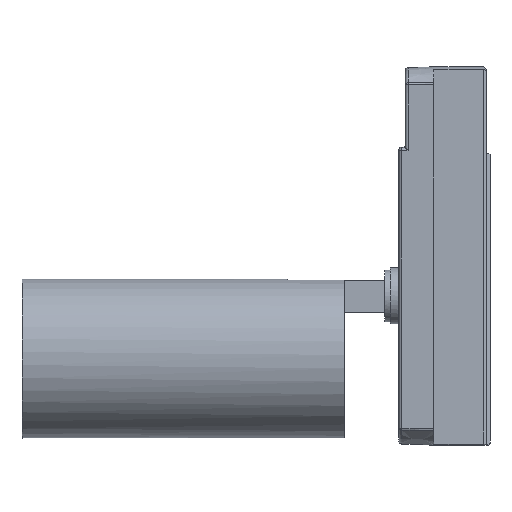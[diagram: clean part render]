
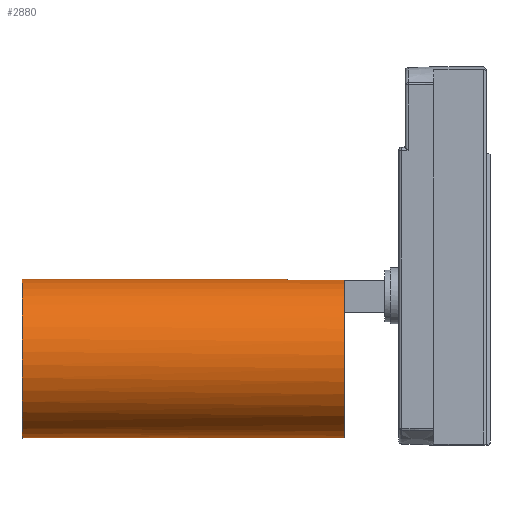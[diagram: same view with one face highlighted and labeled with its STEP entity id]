
A CAD part, front view. The second image highlights one B-rep face of the part: STEP entity #2880.
In plain terms, the highlighted cylindrical face has radius 40 mm (diameter 80 mm), a full revolution.
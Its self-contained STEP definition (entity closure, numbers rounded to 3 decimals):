
#5 = ORIENTED_EDGE ( 'NONE', *, *, #1510, .T. ) ;
#11 = AXIS2_PLACEMENT_3D ( 'NONE', #245, #2825, #2334 ) ;
#18 = CIRCLE ( 'NONE', #1084, 40. ) ;
#180 = CARTESIAN_POINT ( 'NONE',  ( -6.436, -12.191, -73.579 ) ) ;
#245 = CARTESIAN_POINT ( 'NONE',  ( -0.036, -51.675, -73.579 ) ) ;
#262 = DIRECTION ( 'NONE',  ( 0., 0., -1. ) ) ;
#299 = AXIS2_PLACEMENT_3D ( 'NONE', #1292, #503, #2288 ) ;
#300 = DIRECTION ( 'NONE',  ( 0., 1., 0. ) ) ;
#346 = AXIS2_PLACEMENT_3D ( 'NONE', #1019, #262, #300 ) ;
#399 = CARTESIAN_POINT ( 'NONE',  ( -6.436, -12.191, -45.079 ) ) ;
#460 = ORIENTED_EDGE ( 'NONE', *, *, #1318, .T. ) ;
#500 = VERTEX_POINT ( 'NONE', #180 ) ;
#503 = DIRECTION ( 'NONE',  ( 0., 0., 1. ) ) ;
#558 = FACE_OUTER_BOUND ( 'NONE', #2480, .T. ) ;
#563 = DIRECTION ( 'NONE',  ( 0., 0., 1. ) ) ;
#722 = CARTESIAN_POINT ( 'NONE',  ( -6.436, -12.191, -241.279 ) ) ;
#824 = EDGE_CURVE ( 'NONE', #500, #2199, #1291, .T. ) ;
#986 = LINE ( 'NONE', #722, #1189 ) ;
#1019 = CARTESIAN_POINT ( 'NONE',  ( -0.036, -51.675, -45.079 ) ) ;
#1038 = EDGE_LOOP ( 'NONE', ( #5 ) ) ;
#1072 = ORIENTED_EDGE ( 'NONE', *, *, #824, .T. ) ;
#1084 = AXIS2_PLACEMENT_3D ( 'NONE', #2909, #563, #1587 ) ;
#1182 = LINE ( 'NONE', #3173, #1624 ) ;
#1189 = VECTOR ( 'NONE', #3029, 1000. ) ;
#1291 = CIRCLE ( 'NONE', #11, 40. ) ;
#1292 = CARTESIAN_POINT ( 'NONE',  ( -0.036, -51.675, -241.279 ) ) ;
#1318 = EDGE_CURVE ( 'NONE', #1909, #2030, #1360, .T. ) ;
#1355 = CARTESIAN_POINT ( 'NONE',  ( 6.364, -12.191, -73.579 ) ) ;
#1360 = CIRCLE ( 'NONE', #346, 40. ) ;
#1407 = DIRECTION ( 'NONE',  ( 0., 0., 1. ) ) ;
#1479 = ORIENTED_EDGE ( 'NONE', *, *, #2399, .T. ) ;
#1510 = EDGE_CURVE ( 'NONE', #1810, #1810, #18, .T. ) ;
#1583 = FACE_OUTER_BOUND ( 'NONE', #1038, .T. ) ;
#1587 = DIRECTION ( 'NONE',  ( 0., -1., 0. ) ) ;
#1603 = EDGE_CURVE ( 'NONE', #2199, #1909, #1182, .T. ) ;
#1624 = VECTOR ( 'NONE', #1407, 1000. ) ;
#1810 = VERTEX_POINT ( 'NONE', #3156 ) ;
#1909 = VERTEX_POINT ( 'NONE', #3158 ) ;
#2030 = VERTEX_POINT ( 'NONE', #399 ) ;
#2101 = CYLINDRICAL_SURFACE ( 'NONE', #299, 40. ) ;
#2199 = VERTEX_POINT ( 'NONE', #1355 ) ;
#2288 = DIRECTION ( 'NONE',  ( 0., 1., 0. ) ) ;
#2334 = DIRECTION ( 'NONE',  ( 0., -1., 0. ) ) ;
#2399 = EDGE_CURVE ( 'NONE', #2030, #500, #986, .T. ) ;
#2480 = EDGE_LOOP ( 'NONE', ( #2864, #460, #1479, #1072 ) ) ;
#2825 = DIRECTION ( 'NONE',  ( 0., 0., -1. ) ) ;
#2864 = ORIENTED_EDGE ( 'NONE', *, *, #1603, .T. ) ;
#2880 = ADVANCED_FACE ( 'NONE', ( #558, #1583 ), #2101, .T. ) ;
#2909 = CARTESIAN_POINT ( 'NONE',  ( -0.036, -51.675, -207.179 ) ) ;
#3029 = DIRECTION ( 'NONE',  ( 0., 0., -1. ) ) ;
#3156 = CARTESIAN_POINT ( 'NONE',  ( -0.036, -91.675, -207.179 ) ) ;
#3158 = CARTESIAN_POINT ( 'NONE',  ( 6.364, -12.191, -45.079 ) ) ;
#3173 = CARTESIAN_POINT ( 'NONE',  ( 6.364, -12.191, -241.279 ) ) ;
